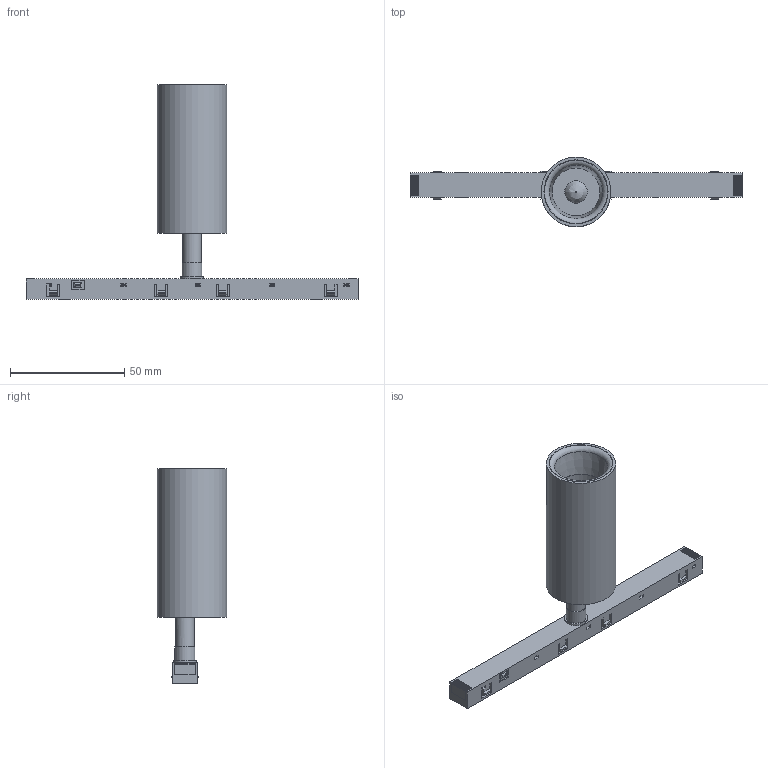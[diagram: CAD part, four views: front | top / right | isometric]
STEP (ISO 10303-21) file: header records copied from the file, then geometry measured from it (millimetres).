
FILE_DESCRIPTION(/* description */ ('','CAx-IF Rec.Pracs.---Representation and Presentation of Product Manufacturing Information (PMI)---4.0---2014-10-13'),/* implementation_level */ '2;1');
FILE_NAME(/* name */ 'N0001 v2.step',/* time_stamp */ '2025-01-10T14:02:29+01:00',/* author */ (''),/* organization */ (''),/* preprocessor_version */ 'ST-DEVELOPER v20',/* originating_system */ 'Autodesk Translation Framework v13.20.0.188',/* authorisation */ '');
FILE_SCHEMA (('AP242_MANAGED_MODEL_BASED_3D_ENGINEERING_MIM_LF { 1 0 10303 442 1 1 4 }'));
Length unit declared in the file: millimetre
Products named in the file (4): N0001; Adaptor; Zaczep 1; Zaczep 2
Assembly tree (3 placements, depth 3):
  N0001
    Adaptor
      Zaczep 1
      Zaczep 2
Bounding box: 145.5 x 30.5 x 94.2 mm (x, y, z)
Volume: 49998.9 mm3; surface area: 32811.3 mm2
Topology: 8 solids, 8 shells, 472 faces, 1250 edges, 829 vertices
Faces by surface type: plane 362, cylinder 106, cone 2, bspline 1, torus 1
Full cylindrical faces by diameter (mm): 3.9 x2, 5 x2, 8.21 x1, 8.73 x1, 10 x2, 21 x2, 27.8 x1, 27.9 x1, 28.1 x2, 30.5 x1
Entity records: 14696 total; most frequent: CARTESIAN_POINT 2585, ORIENTED_EDGE 2500, DIRECTION 2429, EDGE_CURVE 1250, LINE 1029, VECTOR 1029, VERTEX_POINT 829, AXIS2_PLACEMENT_3D 700
